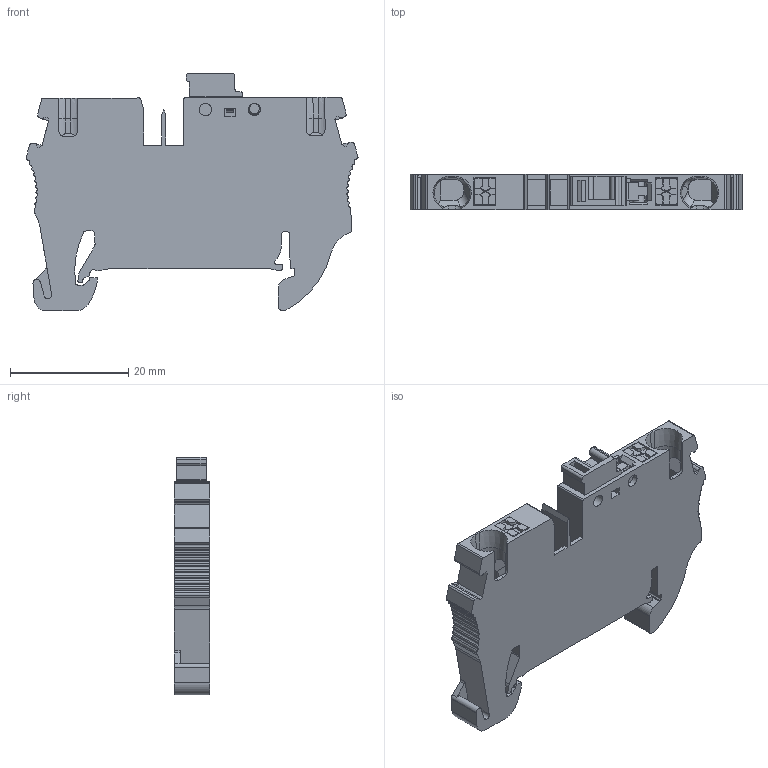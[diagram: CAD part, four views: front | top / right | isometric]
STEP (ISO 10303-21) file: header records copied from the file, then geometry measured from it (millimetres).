
FILE_DESCRIPTION(/* description */ ('Unknown'),/* implementation_level */ '2;1');
FILE_NAME(/* name */ 'PQK4_3D_SOLID',/* time_stamp */ '2021-04-30T16:57:27+05:00',/* author */ ('Unknown'),/* organization */ ('Unknown'),/* preprocessor_version */ 'ST-DEVELOPER v16.7',/* originating_system */ 'DEX',/* authorisation */ $);
FILE_SCHEMA (('AUTOMOTIVE_DESIGN {1 0 10303 214 3 1 1}'));
Length unit declared in the file: millimetre
Products named in the file (1): PQK4_3D_SOLID
Bounding box: 56.24 x 6 x 40.24 mm (x, y, z)
Volume: 8226 mm3; surface area: 5888.9 mm2
Topology: 1 solids, 1 shells, 496 faces, 1462 edges, 964 vertices
Faces by surface type: plane 294, cylinder 188, cone 14
Full cylindrical faces by diameter (mm): 2 x1, 2.1 x4
Entity records: 20014 total; most frequent: CARTESIAN_POINT 3019, ORIENTED_EDGE 2892, DIRECTION 2818, EDGE_CURVE 1446, LINE 996, VECTOR 996, VERTEX_POINT 956, AXIS2_PLACEMENT_3D 911
